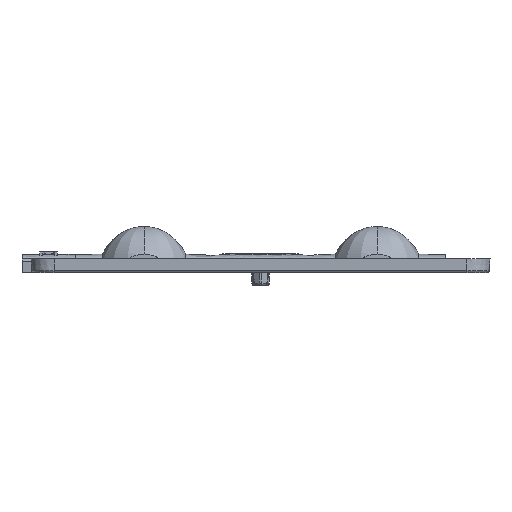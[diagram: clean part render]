
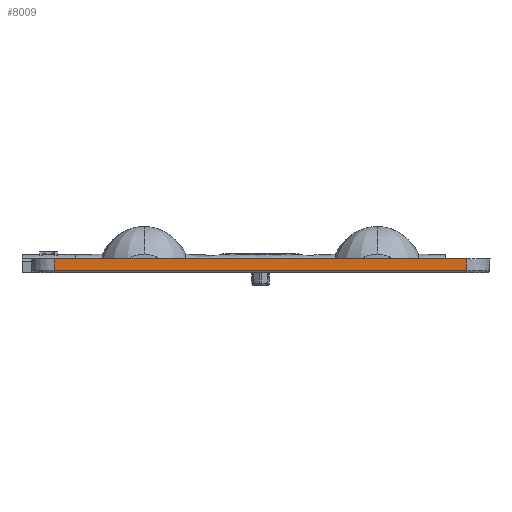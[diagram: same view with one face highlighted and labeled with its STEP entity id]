
A CAD part, left-side view. The second image highlights one B-rep face of the part: STEP entity #8009.
In plain terms, the highlighted planar face has unit normal (-0.999, 0, -0.035).
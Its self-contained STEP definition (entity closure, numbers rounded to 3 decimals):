
#1813 = DIRECTION ( 'NONE',  ( -0.999, 0., -0.035 ) ) ;
#2830 = CARTESIAN_POINT ( 'NONE',  ( -37.467, 0., 0.241 ) ) ;
#5548 = CARTESIAN_POINT ( 'NONE',  ( -37.5, -22.5, 1.2 ) ) ;
#5826 = ORIENTED_EDGE ( 'NONE', *, *, #19798, .T. ) ;
#7036 = VECTOR ( 'NONE', #16702, 1000. ) ;
#7059 = LINE ( 'NONE', #13824, #15276 ) ;
#7087 = VERTEX_POINT ( 'NONE', #21139 ) ;
#7560 = CARTESIAN_POINT ( 'NONE',  ( -37.467, -22.5, 0.241 ) ) ;
#8009 = ADVANCED_FACE ( 'NONE', ( #10587 ), #35138, .T. ) ;
#9022 = DIRECTION ( 'NONE',  ( 0.035, 0., -0.999 ) ) ;
#9756 = VERTEX_POINT ( 'NONE', #26700 ) ;
#10587 = FACE_OUTER_BOUND ( 'NONE', #12413, .T. ) ;
#10917 = EDGE_CURVE ( 'NONE', #16591, #7087, #7059, .T. ) ;
#11854 = CARTESIAN_POINT ( 'NONE',  ( -37.51, 22.5, 1.5 ) ) ;
#12413 = EDGE_LOOP ( 'NONE', ( #31658, #27794, #5826, #30998 ) ) ;
#13824 = CARTESIAN_POINT ( 'NONE',  ( -37.51, 0., 1.5 ) ) ;
#13875 = DIRECTION ( 'NONE',  ( 0., -1., 0. ) ) ;
#15276 = VECTOR ( 'NONE', #33297, 1000. ) ;
#15679 = CARTESIAN_POINT ( 'NONE',  ( -37.5, 0., 1.2 ) ) ;
#15705 = LINE ( 'NONE', #17665, #22234 ) ;
#16591 = VERTEX_POINT ( 'NONE', #11854 ) ;
#16702 = DIRECTION ( 'NONE',  ( -0.035, 0., 0.999 ) ) ;
#17486 = VERTEX_POINT ( 'NONE', #7560 ) ;
#17665 = CARTESIAN_POINT ( 'NONE',  ( -37.5, 22.5, 1.2 ) ) ;
#18370 = EDGE_CURVE ( 'NONE', #9756, #17486, #34522, .T. ) ;
#19798 = EDGE_CURVE ( 'NONE', #17486, #7087, #29207, .T. ) ;
#21139 = CARTESIAN_POINT ( 'NONE',  ( -37.51, -22.5, 1.5 ) ) ;
#21302 = DIRECTION ( 'NONE',  ( -0.035, 0., 0.999 ) ) ;
#21505 = VECTOR ( 'NONE', #13875, 1000. ) ;
#22234 = VECTOR ( 'NONE', #9022, 1000. ) ;
#23012 = AXIS2_PLACEMENT_3D ( 'NONE', #15679, #1813, #21302 ) ;
#26700 = CARTESIAN_POINT ( 'NONE',  ( -37.467, 22.5, 0.241 ) ) ;
#27794 = ORIENTED_EDGE ( 'NONE', *, *, #18370, .T. ) ;
#29207 = LINE ( 'NONE', #5548, #7036 ) ;
#30998 = ORIENTED_EDGE ( 'NONE', *, *, #10917, .F. ) ;
#31658 = ORIENTED_EDGE ( 'NONE', *, *, #33925, .T. ) ;
#33297 = DIRECTION ( 'NONE',  ( 0., -1., 0. ) ) ;
#33925 = EDGE_CURVE ( 'NONE', #16591, #9756, #15705, .T. ) ;
#34522 = LINE ( 'NONE', #2830, #21505 ) ;
#35138 = PLANE ( 'NONE',  #23012 ) ;
